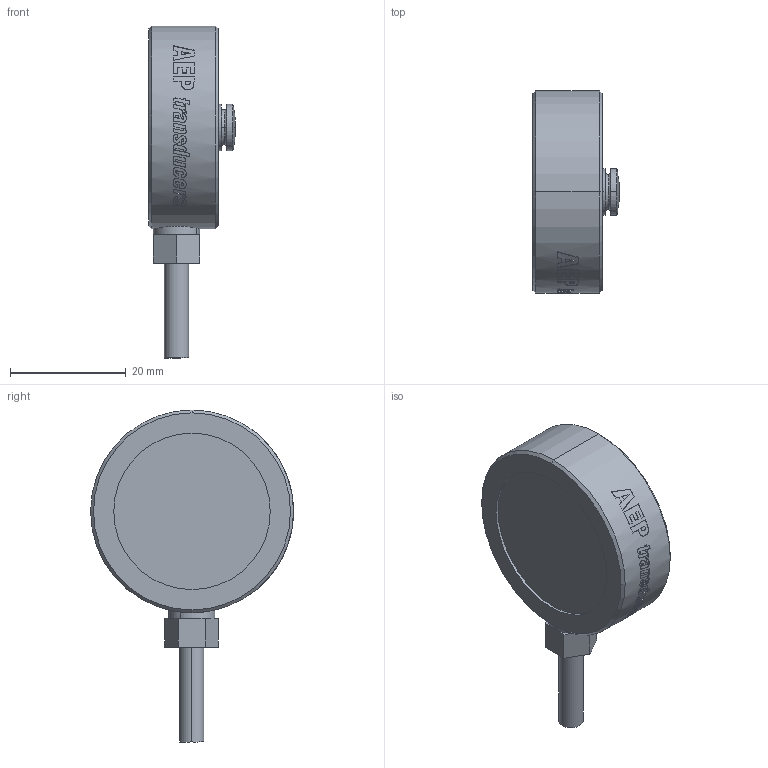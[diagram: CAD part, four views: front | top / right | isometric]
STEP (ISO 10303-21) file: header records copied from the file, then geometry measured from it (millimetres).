
FILE_DESCRIPTION(('STEP AP214'),'1');
FILE_NAME('CM up to 1t.stp','2015-05-18T08:33:08',(' '),(' '),'Spatial InterOp 3D',' ',' ');
FILE_SCHEMA(('automotive_design'));
Length unit declared in the file: metre
Products named in the file (1): CM 2.5t body
Bounding box: 14.95 x 35 x 57.3 mm (x, y, z)
Volume: 11897.3 mm3; surface area: 3737.9 mm2
Topology: 1 solids, 1 shells, 214 faces, 550 edges, 363 vertices
Faces by surface type: plane 111, bspline 47, cylinder 44, torus 6, cone 4, sphere 2
Entity records: 11250 total; most frequent: CARTESIAN_POINT 4446, ORIENTED_EDGE 1100, DIRECTION 989, EDGE_CURVE 550, AXIS2_PLACEMENT_3D 384, VERTEX_POINT 363, EDGE_LOOP 239, LINE 221
